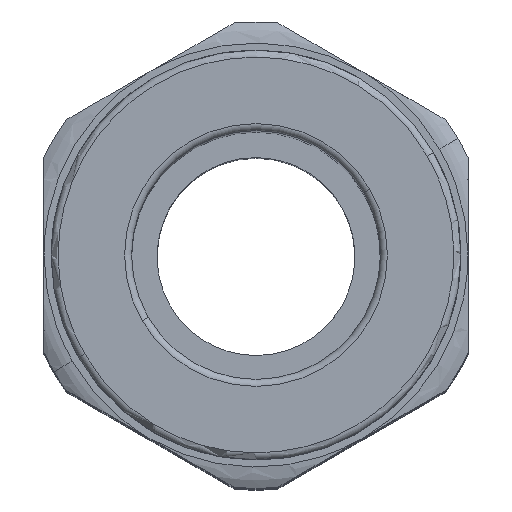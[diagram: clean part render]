
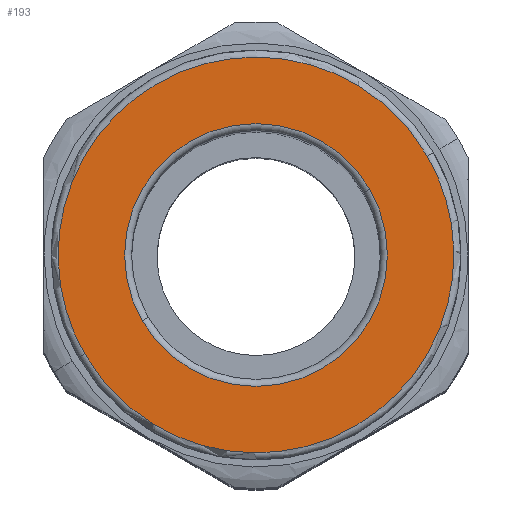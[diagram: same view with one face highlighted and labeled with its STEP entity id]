
A CAD part, top view. The second image highlights one B-rep face of the part: STEP entity #193.
In plain terms, the highlighted planar face has unit normal (0, 0, 1).
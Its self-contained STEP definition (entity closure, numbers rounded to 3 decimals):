
#54=AXIS2_PLACEMENT_3D('Circle Axis2P3D',#52,#53,$) ;
#114=AXIS2_PLACEMENT_3D('Circle Axis2P3D',#112,#113,$) ;
#127=AXIS2_PLACEMENT_3D('Plane Axis2P3D',#124,#125,#126) ;
#49=CARTESIAN_POINT('Vertex',(23.054,21.15,94.)) ;
#52=CARTESIAN_POINT('Axis2P3D Location',(15.,16.5,94.)) ;
#56=CARTESIAN_POINT('Vertex',(6.946,11.85,94.)) ;
#112=CARTESIAN_POINT('Axis2P3D Location',(15.,16.5,94.)) ;
#124=CARTESIAN_POINT('Axis2P3D Location',(10.6,24.121,94.)) ;
#130=CARTESIAN_POINT('Control Point',(2.876,9.5,94.)) ;
#131=CARTESIAN_POINT('Control Point',(3.517,8.389,94.)) ;
#132=CARTESIAN_POINT('Control Point',(4.286,7.351,94.)) ;
#133=CARTESIAN_POINT('Control Point',(5.171,6.406,94.)) ;
#134=CARTESIAN_POINT('Control Point',(7.142,4.736,94.)) ;
#135=CARTESIAN_POINT('Control Point',(9.439,3.555,94.)) ;
#136=CARTESIAN_POINT('Control Point',(10.65,3.1,94.)) ;
#137=CARTESIAN_POINT('Control Point',(13.156,2.474,94.)) ;
#138=CARTESIAN_POINT('Control Point',(15.739,2.431,94.)) ;
#139=CARTESIAN_POINT('Control Point',(17.027,2.558,94.)) ;
#140=CARTESIAN_POINT('Control Point',(19.552,3.105,94.)) ;
#141=CARTESIAN_POINT('Control Point',(21.887,4.209,94.)) ;
#142=CARTESIAN_POINT('Control Point',(22.986,4.893,94.)) ;
#143=CARTESIAN_POINT('Control Point',(25.008,6.501,94.)) ;
#144=CARTESIAN_POINT('Control Point',(26.614,8.524,94.)) ;
#145=CARTESIAN_POINT('Control Point',(27.297,9.624,94.)) ;
#146=CARTESIAN_POINT('Control Point',(28.399,11.96,94.)) ;
#147=CARTESIAN_POINT('Control Point',(28.944,14.485,94.)) ;
#148=CARTESIAN_POINT('Control Point',(29.07,15.773,94.)) ;
#149=CARTESIAN_POINT('Control Point',(29.028,18.169,94.)) ;
#150=CARTESIAN_POINT('Control Point',(28.484,20.499,94.)) ;
#151=CARTESIAN_POINT('Control Point',(28.129,21.545,94.)) ;
#152=CARTESIAN_POINT('Control Point',(27.673,22.549,94.)) ;
#153=CARTESIAN_POINT('Control Point',(27.124,23.5,94.)) ;
#154=CARTESIAN_POINT('Vertex',(2.876,9.5,94.)) ;
#156=CARTESIAN_POINT('Vertex',(27.124,23.5,94.)) ;
#160=CARTESIAN_POINT('Control Point',(27.124,23.5,94.)) ;
#161=CARTESIAN_POINT('Control Point',(26.483,24.611,94.)) ;
#162=CARTESIAN_POINT('Control Point',(25.714,25.649,94.)) ;
#163=CARTESIAN_POINT('Control Point',(24.829,26.594,94.)) ;
#164=CARTESIAN_POINT('Control Point',(22.858,28.264,94.)) ;
#165=CARTESIAN_POINT('Control Point',(20.561,29.445,94.)) ;
#166=CARTESIAN_POINT('Control Point',(19.35,29.9,94.)) ;
#167=CARTESIAN_POINT('Control Point',(16.844,30.526,94.)) ;
#168=CARTESIAN_POINT('Control Point',(14.261,30.569,94.)) ;
#169=CARTESIAN_POINT('Control Point',(12.973,30.442,94.)) ;
#170=CARTESIAN_POINT('Control Point',(10.448,29.895,94.)) ;
#171=CARTESIAN_POINT('Control Point',(8.113,28.791,94.)) ;
#172=CARTESIAN_POINT('Control Point',(7.014,28.107,94.)) ;
#173=CARTESIAN_POINT('Control Point',(4.992,26.499,94.)) ;
#174=CARTESIAN_POINT('Control Point',(3.386,24.476,94.)) ;
#175=CARTESIAN_POINT('Control Point',(2.703,23.376,94.)) ;
#176=CARTESIAN_POINT('Control Point',(1.601,21.04,94.)) ;
#177=CARTESIAN_POINT('Control Point',(1.056,18.515,94.)) ;
#178=CARTESIAN_POINT('Control Point',(0.93,17.227,94.)) ;
#179=CARTESIAN_POINT('Control Point',(0.972,14.831,94.)) ;
#180=CARTESIAN_POINT('Control Point',(1.516,12.501,94.)) ;
#181=CARTESIAN_POINT('Control Point',(1.871,11.455,94.)) ;
#182=CARTESIAN_POINT('Control Point',(2.327,10.451,94.)) ;
#183=CARTESIAN_POINT('Control Point',(2.876,9.5,94.)) ;
#53=DIRECTION('Axis2P3D Direction',(0.,0.,-1.)) ;
#113=DIRECTION('Axis2P3D Direction',(0.,0.,-1.)) ;
#125=DIRECTION('Axis2P3D Direction',(0.,0.,-1.)) ;
#126=DIRECTION('Axis2P3D XDirection',(-0.866,-0.5,0.)) ;
#186=ORIENTED_EDGE('',*,*,#158,.T.) ;
#187=ORIENTED_EDGE('',*,*,#184,.T.) ;
#190=ORIENTED_EDGE('',*,*,#58,.T.) ;
#191=ORIENTED_EDGE('',*,*,#116,.T.) ;
#192=FACE_BOUND('',#189,.T.) ;
#193=ADVANCED_FACE('Verrundung3',(#188,#192),#128,.F.) ;
#129=B_SPLINE_CURVE_WITH_KNOTS('',5,(#130,#131,#132,#133,#134,#135,#136,#137,#138,#139,#140,#141,#142,#143,#144,#145,#146,#147,#148,#149,#150,#151,#152,#153),.UNSPECIFIED.,.F.,.U.,(6,3,3,3,3,3,3,6),(0.,9.073,18.146,27.219,36.292,45.365,54.438,62.2),.UNSPECIFIED.) ;
#159=B_SPLINE_CURVE_WITH_KNOTS('',5,(#160,#161,#162,#163,#164,#165,#166,#167,#168,#169,#170,#171,#172,#173,#174,#175,#176,#177,#178,#179,#180,#181,#182,#183),.UNSPECIFIED.,.F.,.U.,(6,3,3,3,3,3,3,6),(0.,9.073,18.146,27.219,36.292,45.365,54.438,62.2),.UNSPECIFIED.) ;
#55=CIRCLE('generated circle',#54,9.3) ;
#115=CIRCLE('generated circle',#114,9.3) ;
#58=EDGE_CURVE('',#57,#50,#55,.T.) ;
#116=EDGE_CURVE('',#50,#57,#115,.T.) ;
#158=EDGE_CURVE('',#155,#157,#129,.T.) ;
#184=EDGE_CURVE('',#157,#155,#159,.T.) ;
#185=EDGE_LOOP('',(#186,#187)) ;
#189=EDGE_LOOP('',(#190,#191)) ;
#188=FACE_OUTER_BOUND('',#185,.T.) ;
#128=PLANE('',#127) ;
#50=VERTEX_POINT('',#49) ;
#57=VERTEX_POINT('',#56) ;
#155=VERTEX_POINT('',#154) ;
#157=VERTEX_POINT('',#156) ;
